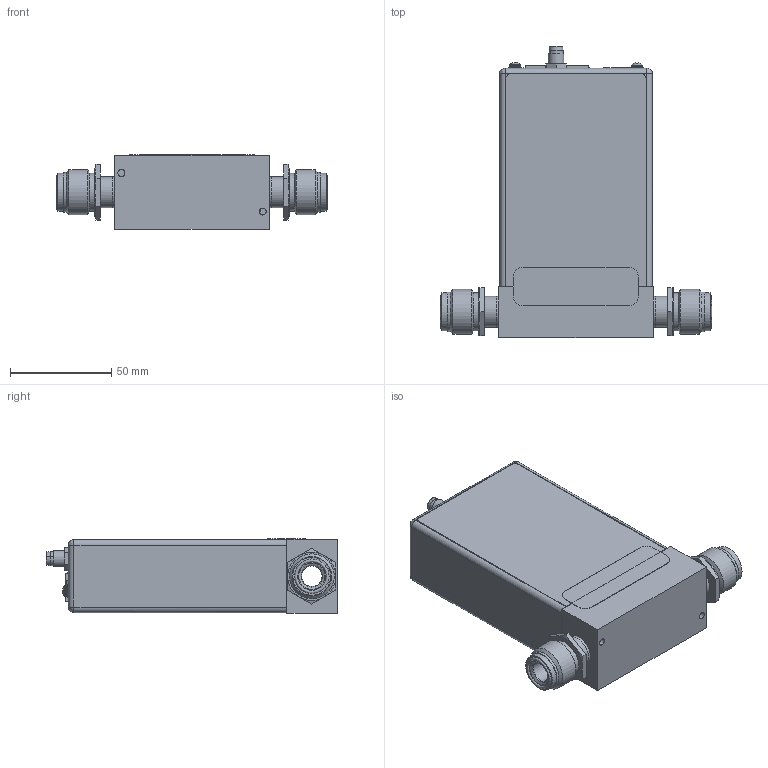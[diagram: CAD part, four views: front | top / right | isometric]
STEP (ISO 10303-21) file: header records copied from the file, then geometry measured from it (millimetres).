
FILE_DESCRIPTION (( 'STEP AP203' ), '1' );
FILE_NAME ('GE50A_Profinet_8vcr.STEP', '2018-09-13T14:48:25', ( '' ), ( '' ), 'SwSTEP 2.0', 'SolidWorks 2015', '' );
FILE_SCHEMA (( 'CONFIG_CONTROL_DESIGN' ));
Length unit declared in the file: inch
Products named in the file (1): GE50A_Profinet_8vcr
Bounding box: 134.11 x 143.92 x 37.08 mm (x, y, z)
Surface area: 81512.4 mm2 (no closed solid volume)
Topology: 0 solids, 38 shells, 278 faces, 905 edges, 647 vertices
Faces by surface type: plane 140, cylinder 69, bspline 50, cone 19
Full cylindrical faces by diameter (mm): 0.635 x5, 2.159 x1, 2.362 x1, 2.845 x4, 2.921 x4, 3.302 x4, 3.454 x2, 5.563 x2, 6.35 x2, 6.858 x1, 7.747 x1, 10.16 x2, 15.24 x4, 18.771 x2, 18.796 x2, 19.558 x2, 22.225 x2
Entity records: 10837 total; most frequent: CARTESIAN_POINT 3551, DIRECTION 1375, ORIENTED_EDGE 1242, EDGE_CURVE 831, VERTEX_POINT 633, VECTOR 483, LINE 483, AXIS2_PLACEMENT_3D 446
